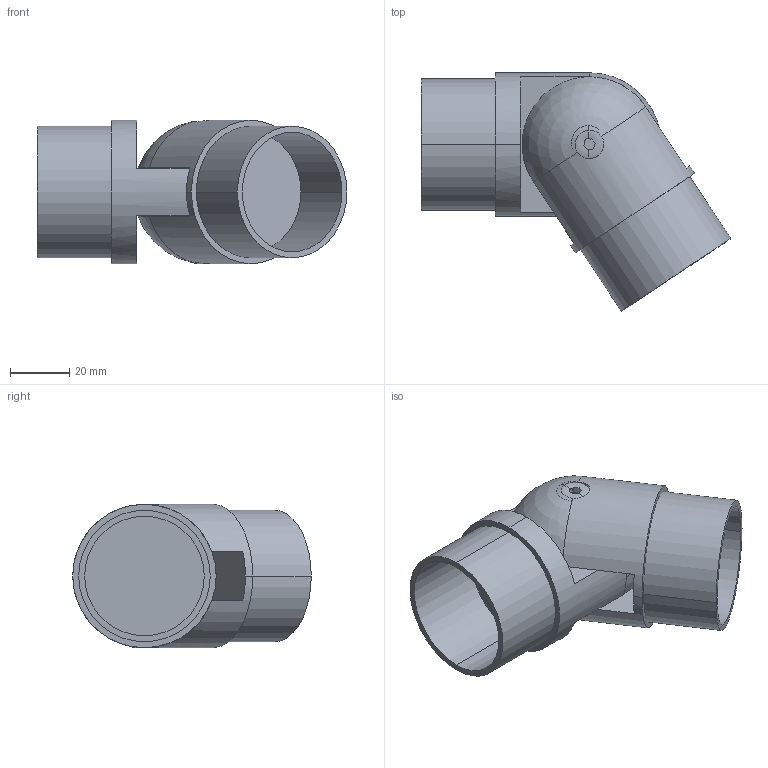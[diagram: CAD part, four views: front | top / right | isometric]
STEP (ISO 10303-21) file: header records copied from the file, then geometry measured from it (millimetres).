
FILE_DESCRIPTION (( 'STEP AP203' ), '1' );
FILE_NAME ('3D_GR1084_48.3x2_188701760.STEP', '2024-10-12T10:06:35', ( '' ), ( '' ), 'SwSTEP 2.0', 'SolidWorks 2024', '' );
FILE_SCHEMA (( 'CONFIG_CONTROL_DESIGN' ));
Length unit declared in the file: millimetre
Products named in the file (1): 3D_GR1084_48.3x2_188701760
Bounding box: 104.39 x 80.34 x 48.3 mm (x, y, z)
Volume: 104615.2 mm3; surface area: 38163.5 mm2
Topology: 3 solids, 3 shells, 61 faces, 150 edges, 99 vertices
Faces by surface type: plane 27, cylinder 26, sphere 4, torus 4
Entity records: 2009 total; most frequent: CARTESIAN_POINT 431, DIRECTION 334, ORIENTED_EDGE 300, EDGE_CURVE 150, AXIS2_PLACEMENT_3D 138, VERTEX_POINT 99, CIRCLE 76, EDGE_LOOP 71
